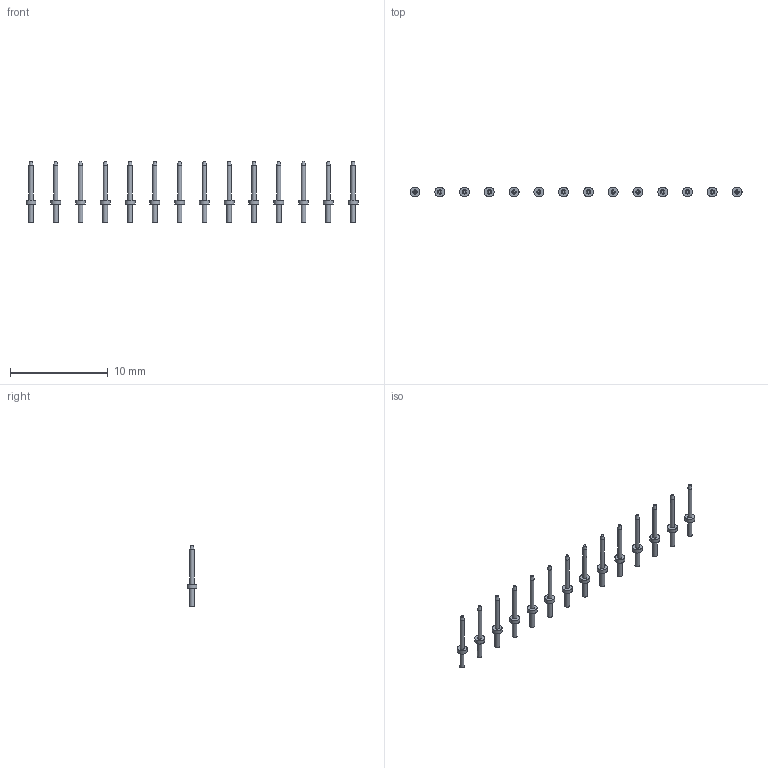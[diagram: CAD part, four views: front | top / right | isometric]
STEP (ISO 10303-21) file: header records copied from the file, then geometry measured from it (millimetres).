
FILE_DESCRIPTION(('FreeCAD Model'),'2;1');
FILE_NAME('Open CASCADE Shape Model','2022-09-12T23:04:42',(''),(''), 'Open CASCADE STEP processor 7.5','FreeCAD','Unknown');
FILE_SCHEMA(('AUTOMOTIVE_DESIGN { 1 0 10303 214 1 1 1 1 }'));
Length unit declared in the file: millimetre
Products named in the file (1): Mill-Max-3121_1x14x2.54
Bounding box: 34.04 x 1.02 x 6.3 mm (x, y, z)
Volume: 17.4 mm3; surface area: 154.2 mm2
Topology: 14 solids, 14 shells, 112 faces, 154 edges, 98 vertices
Faces by surface type: plane 56, cylinder 42, cone 14
Full cylindrical faces by diameter (mm): 0.432 x14, 0.483 x14, 1.016 x14
Entity records: 2497 total; most frequent: DIRECTION 478, CARTESIAN_POINT 365, ORIENTED_EDGE 308, AXIS2_PLACEMENT_3D 211, EDGE_CURVE 154, FACE_BOUND 140, EDGE_LOOP 140, ADVANCED_FACE 112
